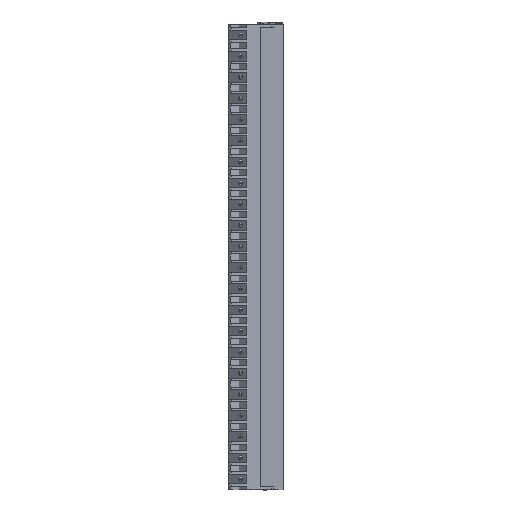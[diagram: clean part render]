
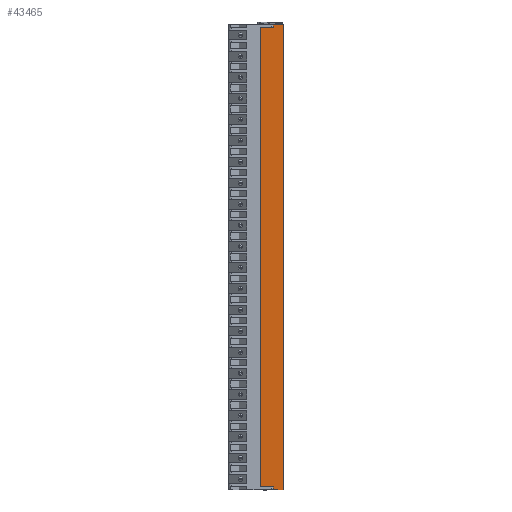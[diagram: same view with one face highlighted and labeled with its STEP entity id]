
A CAD part, front view. The second image highlights one B-rep face of the part: STEP entity #43465.
In plain terms, the highlighted planar face has unit normal (0.82, -0.572, 0).
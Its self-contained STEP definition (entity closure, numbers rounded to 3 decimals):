
#64=DIRECTION('',(0.572,0.82,0.));
#65=VECTOR('',#64,4.018);
#66=CARTESIAN_POINT('',(6.25,4.448,107.5));
#67=LINE('',#66,#65);
#9169=DIRECTION('',(0.572,0.82,0.));
#9170=VECTOR('',#9169,5.425);
#9171=CARTESIAN_POINT('',(3.145,0.,106.8));
#9172=LINE('',#9171,#9170);
#9173=DIRECTION('',(0.,0.,-1.));
#9174=VECTOR('',#9173,0.7);
#9175=CARTESIAN_POINT('',(6.25,4.448,107.5));
#9176=LINE('',#9175,#9174);
#9177=DIRECTION('',(0.,0.,1.));
#9178=VECTOR('',#9177,0.7);
#9179=CARTESIAN_POINT('',(6.25,4.448,-2.5));
#9180=LINE('',#9179,#9178);
#9181=DIRECTION('',(0.572,0.82,0.));
#9182=VECTOR('',#9181,5.425);
#9183=CARTESIAN_POINT('',(3.145,0.,-1.8));
#9184=LINE('',#9183,#9182);
#9185=DIRECTION('',(0.,0.,-1.));
#9186=VECTOR('',#9185,108.6);
#9187=CARTESIAN_POINT('',(3.145,0.,106.8));
#9188=LINE('',#9187,#9186);
#9202=DIRECTION('',(0.,0.,-1.));
#9203=VECTOR('',#9202,110.);
#9204=CARTESIAN_POINT('',(8.55,7.743,107.5));
#9205=LINE('',#9204,#9203);
#9291=DIRECTION('',(0.572,0.82,0.));
#9292=VECTOR('',#9291,4.018);
#9293=CARTESIAN_POINT('',(6.25,4.448,-2.5));
#9294=LINE('',#9293,#9292);
#25296=CARTESIAN_POINT('',(8.55,7.743,107.5));
#25298=VERTEX_POINT('',#25296);
#25320=CARTESIAN_POINT('',(8.55,7.743,-2.5));
#25322=VERTEX_POINT('',#25320);
#25956=CARTESIAN_POINT('',(3.145,0.,-1.8));
#25957=CARTESIAN_POINT('',(6.25,4.448,-1.8));
#25958=VERTEX_POINT('',#25956);
#25959=VERTEX_POINT('',#25957);
#25960=CARTESIAN_POINT('',(6.25,4.448,-2.5));
#25961=VERTEX_POINT('',#25960);
#25970=CARTESIAN_POINT('',(3.145,0.,106.8));
#25971=CARTESIAN_POINT('',(6.25,4.448,106.8));
#25972=VERTEX_POINT('',#25970);
#25973=VERTEX_POINT('',#25971);
#25974=CARTESIAN_POINT('',(6.25,4.448,107.5));
#25975=VERTEX_POINT('',#25974);
#43445=CARTESIAN_POINT('',(3.145,0.,107.5));
#43446=DIRECTION('',(0.82,-0.572,0.));
#43447=DIRECTION('',(0.572,0.82,0.));
#43448=AXIS2_PLACEMENT_3D('',#43445,#43446,#43447);
#43449=PLANE('',#43448);
#43451=ORIENTED_EDGE('',*,*,#43450,.T.);
#43452=ORIENTED_EDGE('',*,*,#43436,.F.);
#43453=ORIENTED_EDGE('',*,*,#32773,.T.);
#43455=ORIENTED_EDGE('',*,*,#43454,.T.);
#43457=ORIENTED_EDGE('',*,*,#43456,.F.);
#43459=ORIENTED_EDGE('',*,*,#43458,.T.);
#43461=ORIENTED_EDGE('',*,*,#43460,.F.);
#43462=ORIENTED_EDGE('',*,*,#43054,.F.);
#43463=EDGE_LOOP('',(#43451,#43452,#43453,#43455,#43457,#43459,#43461,#43462));
#43464=FACE_OUTER_BOUND('',#43463,.F.);
#32773=EDGE_CURVE('',#25975,#25298,#67,.T.);
#43054=EDGE_CURVE('',#25972,#25958,#9188,.T.);
#43436=EDGE_CURVE('',#25975,#25973,#9176,.T.);
#43450=EDGE_CURVE('',#25972,#25973,#9172,.T.);
#43454=EDGE_CURVE('',#25298,#25322,#9205,.T.);
#43456=EDGE_CURVE('',#25961,#25322,#9294,.T.);
#43458=EDGE_CURVE('',#25961,#25959,#9180,.T.);
#43460=EDGE_CURVE('',#25958,#25959,#9184,.T.);
#43465=ADVANCED_FACE('',(#43464),#43449,.T.);
